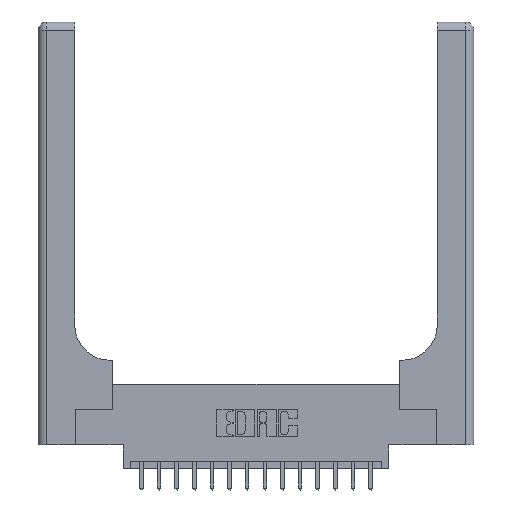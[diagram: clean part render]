
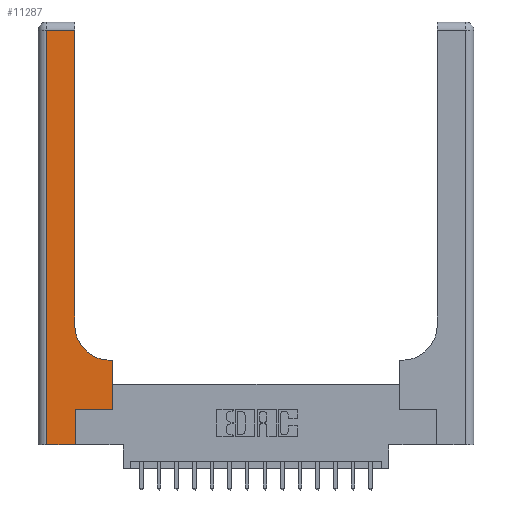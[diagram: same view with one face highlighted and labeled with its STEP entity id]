
A CAD part, top view. The second image highlights one B-rep face of the part: STEP entity #11287.
In plain terms, the highlighted planar face has unit normal (0, 0, 1).
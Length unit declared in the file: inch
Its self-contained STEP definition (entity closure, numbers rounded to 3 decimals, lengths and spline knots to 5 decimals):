
#84 = ORIENTED_EDGE ( 'NONE', *, *, #15104, .T. ) ;
#199 = DIRECTION ( 'NONE',  ( -1., 0., 0. ) ) ;
#566 = EDGE_CURVE ( 'NONE', #8196, #4283, #5680, .T. ) ;
#573 = CARTESIAN_POINT ( 'NONE',  ( 0.26, 0.85, 0.37 ) ) ;
#651 = ORIENTED_EDGE ( 'NONE', *, *, #13749, .T. ) ;
#881 = DIRECTION ( 'NONE',  ( 1., 0., 0. ) ) ;
#907 = ORIENTED_EDGE ( 'NONE', *, *, #3419, .T. ) ;
#1458 = AXIS2_PLACEMENT_3D ( 'NONE', #10705, #13812, #881 ) ;
#1486 = CARTESIAN_POINT ( 'NONE',  ( 0.528, 0.25, 0.37 ) ) ;
#1624 = DIRECTION ( 'NONE',  ( 0., 1., 0. ) ) ;
#2455 = VECTOR ( 'NONE', #17757, 39.37008 ) ;
#2555 = CARTESIAN_POINT ( 'NONE',  ( 0.26, 2.94, 0.37 ) ) ;
#3137 = CARTESIAN_POINT ( 'NONE',  ( 0.265, 0.25, 0.37 ) ) ;
#3210 = AXIS2_PLACEMENT_3D ( 'NONE', #10113, #8604, #14365 ) ;
#3419 = EDGE_CURVE ( 'NONE', #4283, #11881, #8951, .T. ) ;
#3977 = DIRECTION ( 'NONE',  ( 0., -1., 0. ) ) ;
#4114 = VECTOR ( 'NONE', #3977, 39.37008 ) ;
#4168 = FACE_OUTER_BOUND ( 'NONE', #7782, .T. ) ;
#4203 = VERTEX_POINT ( 'NONE', #8423 ) ;
#4283 = VERTEX_POINT ( 'NONE', #10117 ) ;
#4356 = CARTESIAN_POINT ( 'NONE',  ( 0.528, 0.25, 0.37 ) ) ;
#4423 = VECTOR ( 'NONE', #199, 39.37008 ) ;
#4435 = VECTOR ( 'NONE', #1624, 39.37008 ) ;
#4504 = VERTEX_POINT ( 'NONE', #2555 ) ;
#4954 = DIRECTION ( 'NONE',  ( 0., 1., 0. ) ) ;
#5150 = CARTESIAN_POINT ( 'NONE',  ( 0.265, 0.25, 0.37 ) ) ;
#5520 = LINE ( 'NONE', #5150, #16095 ) ;
#5680 = LINE ( 'NONE', #11428, #4114 ) ;
#5912 = ORIENTED_EDGE ( 'NONE', *, *, #16329, .T. ) ;
#6611 = VECTOR ( 'NONE', #4954, 39.37008 ) ;
#6627 = DIRECTION ( 'NONE',  ( -1., 0., 0. ) ) ;
#6688 = LINE ( 'NONE', #8287, #7912 ) ;
#7273 = CARTESIAN_POINT ( 'NONE',  ( 0.51, 0.6, 0.37 ) ) ;
#7274 = EDGE_CURVE ( 'NONE', #11881, #8334, #6688, .T. ) ;
#7641 = EDGE_CURVE ( 'NONE', #8334, #8594, #5520, .T. ) ;
#7782 = EDGE_LOOP ( 'NONE', ( #5912, #651, #17228, #907, #14079, #16292, #12601, #13123, #84 ) ) ;
#7912 = VECTOR ( 'NONE', #18232, 39.37008 ) ;
#8196 = VERTEX_POINT ( 'NONE', #18559 ) ;
#8287 = CARTESIAN_POINT ( 'NONE',  ( 0.265, 0., 0.37 ) ) ;
#8334 = VERTEX_POINT ( 'NONE', #3137 ) ;
#8423 = CARTESIAN_POINT ( 'NONE',  ( 0.528, 0.6, 0.37 ) ) ;
#8594 = VERTEX_POINT ( 'NONE', #1486 ) ;
#8604 = DIRECTION ( 'NONE',  ( 0., 0., -1. ) ) ;
#8951 = LINE ( 'NONE', #10466, #2455 ) ;
#9553 = LINE ( 'NONE', #13878, #16766 ) ;
#9721 = EDGE_CURVE ( 'NONE', #4203, #12447, #9553, .T. ) ;
#10113 = CARTESIAN_POINT ( 'NONE',  ( 0., 3., 0.37 ) ) ;
#10117 = CARTESIAN_POINT ( 'NONE',  ( 0.06, 0., 0.37 ) ) ;
#10466 = CARTESIAN_POINT ( 'NONE',  ( 0., 0., 0.37 ) ) ;
#10705 = CARTESIAN_POINT ( 'NONE',  ( 0.51, 0.85, 0.37 ) ) ;
#10709 = CARTESIAN_POINT ( 'NONE',  ( 0.26, 3., 0.37 ) ) ;
#11287 = ADVANCED_FACE ( 'NONE', ( #4168 ), #15787, .F. ) ;
#11428 = CARTESIAN_POINT ( 'NONE',  ( 0.06, 3., 0.37 ) ) ;
#11437 = LINE ( 'NONE', #4356, #4435 ) ;
#11881 = VERTEX_POINT ( 'NONE', #13670 ) ;
#12393 = LINE ( 'NONE', #10709, #6611 ) ;
#12447 = VERTEX_POINT ( 'NONE', #7273 ) ;
#12601 = ORIENTED_EDGE ( 'NONE', *, *, #13730, .T. ) ;
#13123 = ORIENTED_EDGE ( 'NONE', *, *, #9721, .T. ) ;
#13130 = CARTESIAN_POINT ( 'NONE',  ( 0., 2.94, 0.37 ) ) ;
#13670 = CARTESIAN_POINT ( 'NONE',  ( 0.265, 0., 0.37 ) ) ;
#13730 = EDGE_CURVE ( 'NONE', #8594, #4203, #11437, .T. ) ;
#13749 = EDGE_CURVE ( 'NONE', #4504, #8196, #14550, .T. ) ;
#13812 = DIRECTION ( 'NONE',  ( 0., 0., -1. ) ) ;
#13820 = VERTEX_POINT ( 'NONE', #573 ) ;
#13878 = CARTESIAN_POINT ( 'NONE',  ( 0.26, 0.6, 0.37 ) ) ;
#14079 = ORIENTED_EDGE ( 'NONE', *, *, #7274, .T. ) ;
#14365 = DIRECTION ( 'NONE',  ( -1., 0., 0. ) ) ;
#14550 = LINE ( 'NONE', #13130, #4423 ) ;
#15104 = EDGE_CURVE ( 'NONE', #12447, #13820, #15627, .T. ) ;
#15349 = DIRECTION ( 'NONE',  ( 1., 0., 0. ) ) ;
#15627 = CIRCLE ( 'NONE', #1458, 0.25 ) ;
#15787 = PLANE ( 'NONE',  #3210 ) ;
#16095 = VECTOR ( 'NONE', #15349, 39.37008 ) ;
#16292 = ORIENTED_EDGE ( 'NONE', *, *, #7641, .T. ) ;
#16329 = EDGE_CURVE ( 'NONE', #13820, #4504, #12393, .T. ) ;
#16766 = VECTOR ( 'NONE', #6627, 39.37008 ) ;
#17228 = ORIENTED_EDGE ( 'NONE', *, *, #566, .T. ) ;
#17757 = DIRECTION ( 'NONE',  ( 1., 0., 0. ) ) ;
#18232 = DIRECTION ( 'NONE',  ( 0., 1., 0. ) ) ;
#18559 = CARTESIAN_POINT ( 'NONE',  ( 0.06, 2.94, 0.37 ) ) ;
